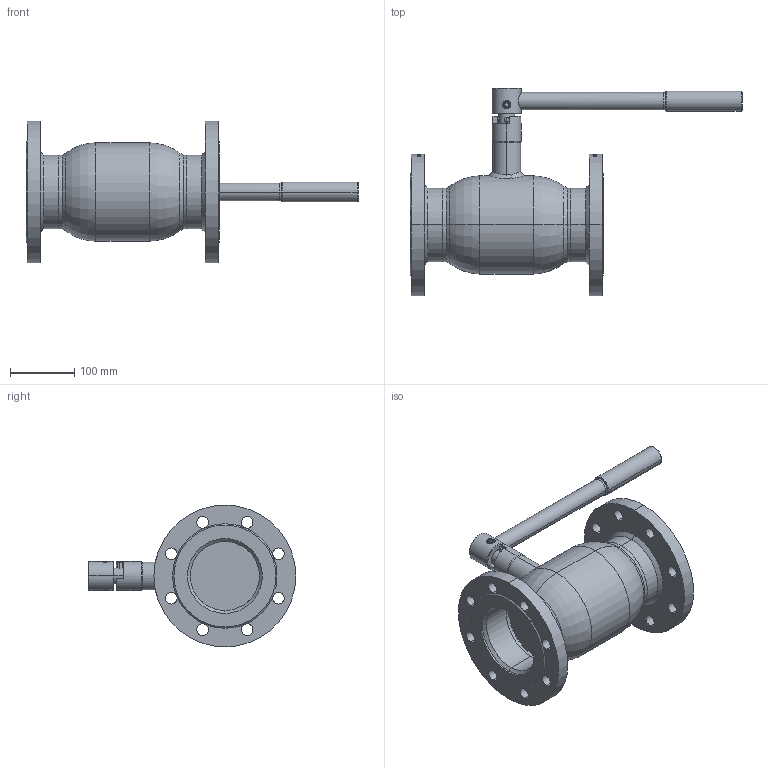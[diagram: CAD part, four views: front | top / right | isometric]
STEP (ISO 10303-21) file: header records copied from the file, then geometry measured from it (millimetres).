
FILE_DESCRIPTION (( 'STEP AP214' ), '1' );
FILE_NAME ('64103100 010.STEP', '2010-10-25T11:20:16', ( 'BROEN A/S' ), ( 'BROEN A/S' ), 'SwSTEP 2.0', 'SolidWorks 2009', '' );
FILE_SCHEMA (( 'AUTOMOTIVE_DESIGN' ));
Length unit declared in the file: millimetre
Products named in the file (1): 64103100 010
Bounding box: 515.02 x 322.1 x 220 mm (x, y, z)
Surface area: 428316.3 mm2 (no closed solid volume)
Topology: 0 solids, 47 shells, 299 faces, 1489 edges, 1188 vertices
Faces by surface type: cylinder 147, plane 51, cone 45, bspline 36, torus 16, sphere 4
Entity records: 37168 total; most frequent: CARTESIAN_POINT 23164, ORIENTED_EDGE 2016, DIRECTION 1937, EDGE_CURVE 1489, VERTEX_POINT 1188, AXIS2_PLACEMENT_3D 768, B_SPLINE_CURVE_WITH_KNOTS 572, CIRCLE 504
